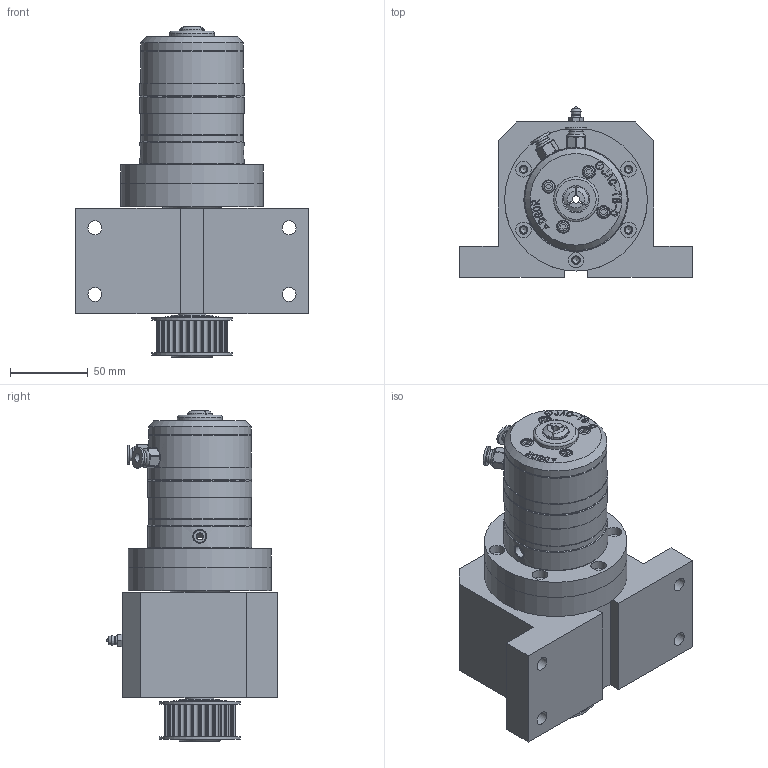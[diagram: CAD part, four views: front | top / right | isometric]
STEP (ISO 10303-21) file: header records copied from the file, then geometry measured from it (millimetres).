
FILE_DESCRIPTION (( 'STEP AP214' ), '1' );
FILE_NAME ('DR10+JAC-T8-D.STEP', '2025-02-27T01:54:44', ( '' ), ( '' ), 'SwSTEP 2.0', 'SolidWorks 2023', '' );
FILE_SCHEMA (( 'AUTOMOTIVE_DESIGN' ));
Length unit declared in the file: millimetre
Products named in the file (8): DR10-过渡盘（JAC-T8-D）; DR10; DR10-轴芯（JAC-T8-D）_示意; JAC-T8-D+T8; 同步轮：5M-30Y-N18-J6; JAC-T8-D; T8; DR10+JAC-T8-D
Assembly tree (7 placements, depth 3):
  DR10+JAC-T8-D
    DR10
    DR10-轴芯（JAC-T8-D）_示意
    DR10-过渡盘（JAC-T8-D）
    同步轮：5M-30Y-N18-J6
    JAC-T8-D+T8
      JAC-T8-D
      T8
Bounding box: 150 x 110 x 212.92 mm (x, y, z)
Volume: 1183866.4 mm3; surface area: 168715.3 mm2
Topology: 20 solids, 24 shells, 983 faces, 2433 edges, 1505 vertices
Faces by surface type: plane 381, cylinder 337, bspline 153, cone 68, sphere 24, torus 20
Full cylindrical faces by diameter (mm): 4.2 x15, 4.5 x6, 5 x3, 5.5 x13, 6 x2, 7.5 x4, 8 x10, 8.5 x3, 9 x4, 9.5 x2, 10 x12, 10.7 x1, 12.4 x1, 15 x4, 18 x2, 20.5 x1, 27 x1, 28 x1, 29 x1, 30 x1, 40 x2, 46 x1, 47 x1, 52 x2, 64.993 x1, 65.6 x1, 66 x5, 67 x3, 68 x2, 92 x2
Entity records: 66973 total; most frequent: CARTESIAN_POINT 37217, ORIENTED_EDGE 4250, DIRECTION 4130, EDGE_CURVE 2125, AXIS2_PLACEMENT_3D 1576, VERTEX_POINT 1460, EDGE_LOOP 1323, FACE_OUTER_BOUND 1122
